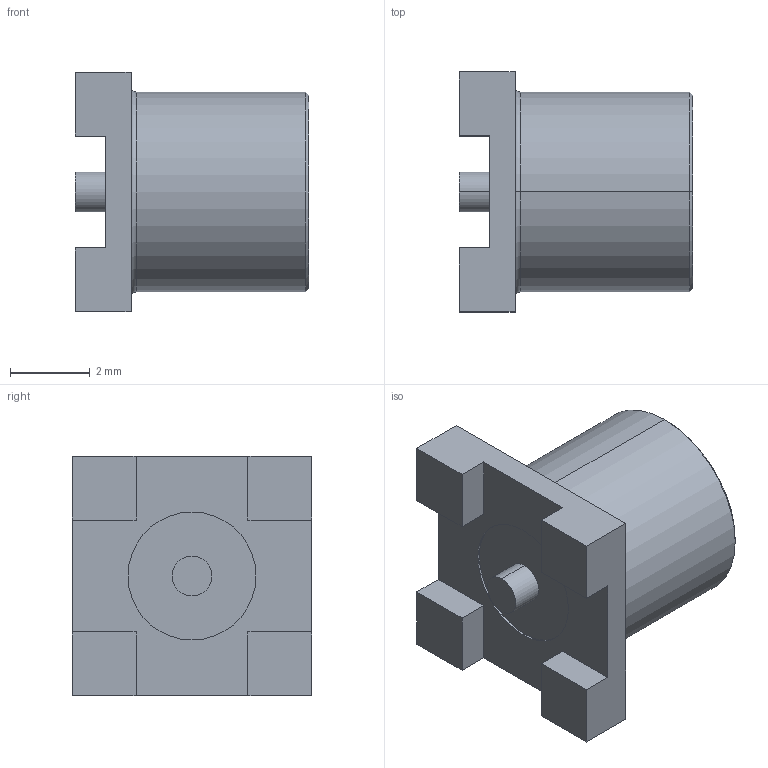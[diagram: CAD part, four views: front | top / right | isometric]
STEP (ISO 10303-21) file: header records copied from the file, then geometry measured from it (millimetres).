
FILE_DESCRIPTION (( 'STEP AP214' ), '1' );
FILE_NAME ('RFPCB-MCX-F-S-118_3D.step', '2023-03-17T15:12:27', ( '' ), ( '' ), 'SwSTEP 2.0', 'SolidWorks 2022', '' );
FILE_SCHEMA (( 'AUTOMOTIVE_DESIGN' ));
Length unit declared in the file: inch
Products named in the file (1): RFPCB-MCX-F-S-118_3D
Bounding box: 5.84 x 6 x 6 mm (x, y, z)
Volume: 87.9 mm3; surface area: 251.7 mm2
Topology: 1 solids, 1 shells, 70 faces, 178 edges, 116 vertices
Faces by surface type: plane 44, cylinder 14, cone 10, torus 2
Entity records: 2266 total; most frequent: CARTESIAN_POINT 447, ORIENTED_EDGE 356, DIRECTION 350, EDGE_CURVE 178, AXIS2_PLACEMENT_3D 123, VERTEX_POINT 116, LINE 104, VECTOR 104
